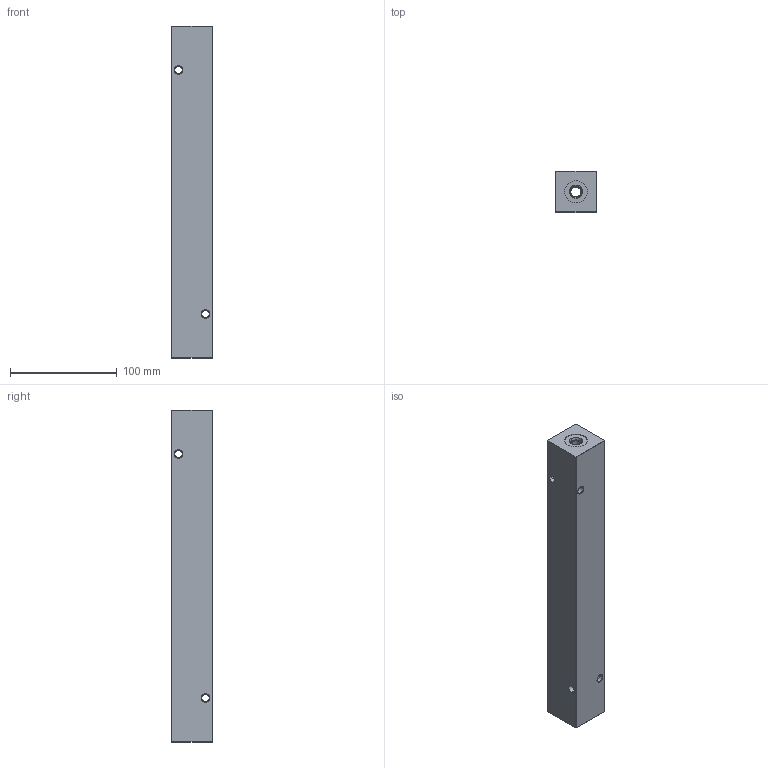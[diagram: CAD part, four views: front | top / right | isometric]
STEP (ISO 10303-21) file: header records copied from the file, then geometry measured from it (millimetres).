
FILE_DESCRIPTION (( 'STEP AP203' ), '1' );
FILE_NAME ('HM-8-0-S-4-4.STEP', '2020-09-28T20:40:48', ( '' ), ( '' ), 'SwSTEP 2.0', 'SolidWorks 2019', '' );
FILE_SCHEMA (( 'CONFIG_CONTROL_DESIGN' ));
Length unit declared in the file: inch
Products named in the file (1): HM-8-0-S-4-4
Bounding box: 38.1 x 38.1 x 311.15 mm (x, y, z)
Volume: 411309.1 mm3; surface area: 64771.2 mm2
Topology: 1 solids, 1 shells, 599 faces, 1564 edges, 1010 vertices
Faces by surface type: plane 248, bspline 185, cone 84, cylinder 82
Entity records: 27305 total; most frequent: CARTESIAN_POINT 13847, ORIENTED_EDGE 3128, DIRECTION 2118, EDGE_CURVE 1564, VERTEX_POINT 1010, VECTOR 876, LINE 876, EDGE_LOOP 672
